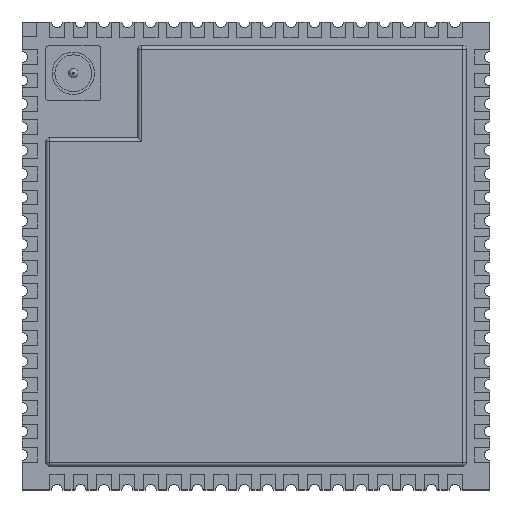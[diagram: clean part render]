
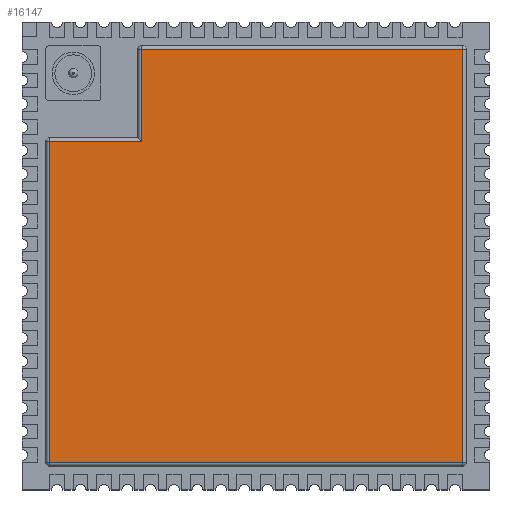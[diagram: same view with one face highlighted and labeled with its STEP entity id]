
A CAD part, top view. The second image highlights one B-rep face of the part: STEP entity #16147.
In plain terms, the highlighted planar face has unit normal (0, 0, 1).
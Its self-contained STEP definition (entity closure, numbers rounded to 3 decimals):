
#15893 = VERTEX_POINT('',#15894);
#15894 = CARTESIAN_POINT('',(11.234,11.215,3.3));
#15917 = VERTEX_POINT('',#15918);
#15918 = CARTESIAN_POINT('',(-6.196,11.215,3.3));
#15925 = EDGE_CURVE('',#15917,#15893,#15926,.T.);
#15926 = LINE('',#15927,#15928);
#15927 = CARTESIAN_POINT('',(-6.396,11.215,3.3));
#15928 = VECTOR('',#15929,1.);
#15929 = DIRECTION('',(1.,0.,0.));
#15960 = EDGE_CURVE('',#15917,#15961,#15963,.T.);
#15961 = VERTEX_POINT('',#15962);
#15962 = CARTESIAN_POINT('',(-6.196,6.215,3.3));
#15963 = LINE('',#15964,#15965);
#15964 = CARTESIAN_POINT('',(-6.196,11.415,3.3));
#15965 = VECTOR('',#15966,1.);
#15966 = DIRECTION('',(0.,-1.,0.));
#15984 = VERTEX_POINT('',#15985);
#15985 = CARTESIAN_POINT('',(-11.196,6.215,3.3));
#15992 = EDGE_CURVE('',#15984,#15961,#15993,.T.);
#15993 = LINE('',#15994,#15995);
#15994 = CARTESIAN_POINT('',(-11.396,6.215,3.3));
#15995 = VECTOR('',#15996,1.);
#15996 = DIRECTION('',(1.,0.,0.));
#16026 = VERTEX_POINT('',#16027);
#16027 = CARTESIAN_POINT('',(-11.196,-11.215,3.3));
#16034 = EDGE_CURVE('',#16026,#15984,#16035,.T.);
#16035 = LINE('',#16036,#16037);
#16036 = CARTESIAN_POINT('',(-11.196,-11.415,3.3));
#16037 = VECTOR('',#16038,1.);
#16038 = DIRECTION('',(0.,1.,0.));
#16069 = VERTEX_POINT('',#16070);
#16070 = CARTESIAN_POINT('',(11.234,-11.215,3.3));
#16077 = EDGE_CURVE('',#16069,#16026,#16078,.T.);
#16078 = LINE('',#16079,#16080);
#16079 = CARTESIAN_POINT('',(11.434,-11.215,3.3));
#16080 = VECTOR('',#16081,1.);
#16081 = DIRECTION('',(-1.,0.,0.));
#16111 = EDGE_CURVE('',#15893,#16069,#16112,.T.);
#16112 = LINE('',#16113,#16114);
#16113 = CARTESIAN_POINT('',(11.234,11.415,3.3));
#16114 = VECTOR('',#16115,1.);
#16115 = DIRECTION('',(0.,-1.,0.));
#16147 = ADVANCED_FACE('',(#16148),#16156,.T.);
#16148 = FACE_BOUND('',#16149,.T.);
#16149 = EDGE_LOOP('',(#16150,#16151,#16152,#16153,#16154,#16155));
#16150 = ORIENTED_EDGE('',*,*,#16077,.F.);
#16151 = ORIENTED_EDGE('',*,*,#16111,.F.);
#16152 = ORIENTED_EDGE('',*,*,#15925,.F.);
#16153 = ORIENTED_EDGE('',*,*,#15960,.T.);
#16154 = ORIENTED_EDGE('',*,*,#15992,.F.);
#16155 = ORIENTED_EDGE('',*,*,#16034,.F.);
#16156 = PLANE('',#16157);
#16157 = AXIS2_PLACEMENT_3D('',#16158,#16159,#16160);
#16158 = CARTESIAN_POINT('',(0.293,-0.274,3.3));
#16159 = DIRECTION('',(0.,0.,1.));
#16160 = DIRECTION('',(1.,0.,0.));
